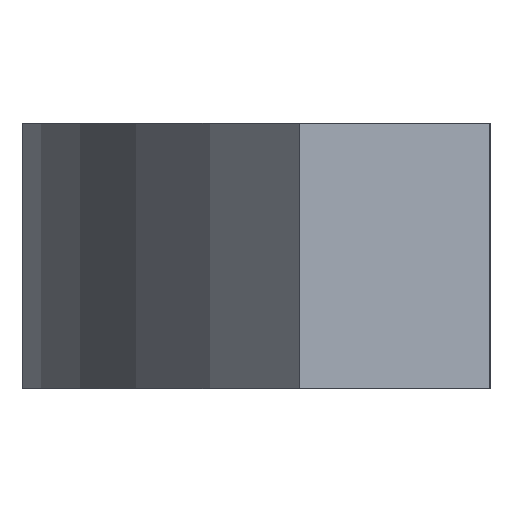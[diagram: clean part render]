
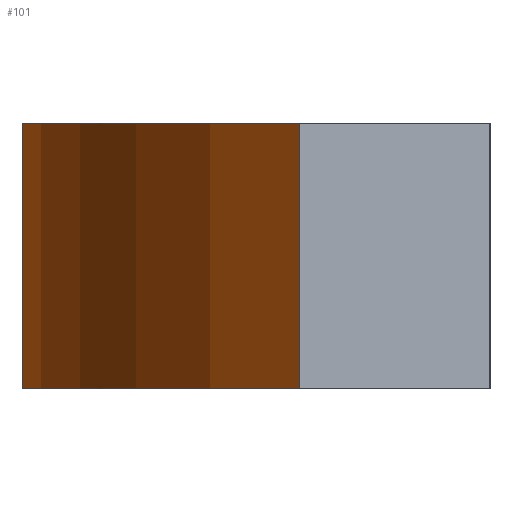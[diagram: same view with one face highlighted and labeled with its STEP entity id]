
A CAD part, left-side view. The second image highlights one B-rep face of the part: STEP entity #101.
In plain terms, the highlighted cylindrical face has radius 10625 mm (diameter 21250 mm), a partial arc.
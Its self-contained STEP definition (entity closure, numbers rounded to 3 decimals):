
#16=CYLINDRICAL_SURFACE('',#130,10625.);
#18=CIRCLE('',#126,10625.);
#20=CIRCLE('',#131,10625.);
#25=FACE_OUTER_BOUND('',#31,.T.);
#31=EDGE_LOOP('',(#85,#86,#87,#88));
#33=LINE('',#167,#41);
#40=LINE('',#186,#48);
#41=VECTOR('',#137,10.);
#48=VECTOR('',#156,10.);
#49=VERTEX_POINT('',#165);
#50=VERTEX_POINT('',#166);
#54=VERTEX_POINT('',#176);
#56=VERTEX_POINT('',#184);
#57=EDGE_CURVE('',#49,#50,#33,.T.);
#63=EDGE_CURVE('',#54,#49,#18,.T.);
#67=EDGE_CURVE('',#54,#56,#40,.T.);
#68=EDGE_CURVE('',#50,#56,#20,.T.);
#85=ORIENTED_EDGE('',*,*,#67,.T.);
#86=ORIENTED_EDGE('',*,*,#68,.F.);
#87=ORIENTED_EDGE('',*,*,#57,.F.);
#88=ORIENTED_EDGE('',*,*,#63,.F.);
#101=ADVANCED_FACE('',(#25),#16,.T.);
#126=AXIS2_PLACEMENT_3D('',#178,#146,#147);
#130=AXIS2_PLACEMENT_3D('',#187,#157,#158);
#131=AXIS2_PLACEMENT_3D('',#188,#159,#160);
#137=DIRECTION('',(0.,0.,1.));
#146=DIRECTION('center_axis',(0.,0.,-1.));
#147=DIRECTION('ref_axis',(0.707,0.707,0.));
#156=DIRECTION('',(0.,0.,1.));
#157=DIRECTION('center_axis',(0.,0.,1.));
#158=DIRECTION('ref_axis',(0.707,0.707,0.));
#159=DIRECTION('center_axis',(0.,0.,1.));
#160=DIRECTION('ref_axis',(0.707,0.707,0.));
#165=CARTESIAN_POINT('',(7513.01,-1611.99,-84.444));
#166=CARTESIAN_POINT('',(7513.01,-1611.99,2871.556));
#167=CARTESIAN_POINT('',(7513.01,-1611.99,0.));
#176=CARTESIAN_POINT('',(-7513.01,-1611.99,-84.444));
#178=CARTESIAN_POINT('Origin',(0.,-9125.,-84.444));
#184=CARTESIAN_POINT('',(-7513.01,-1611.99,2871.556));
#186=CARTESIAN_POINT('',(-7513.01,-1611.99,0.));
#187=CARTESIAN_POINT('Origin',(0.,-9125.,0.));
#188=CARTESIAN_POINT('Origin',(0.,-9125.,2871.556));
